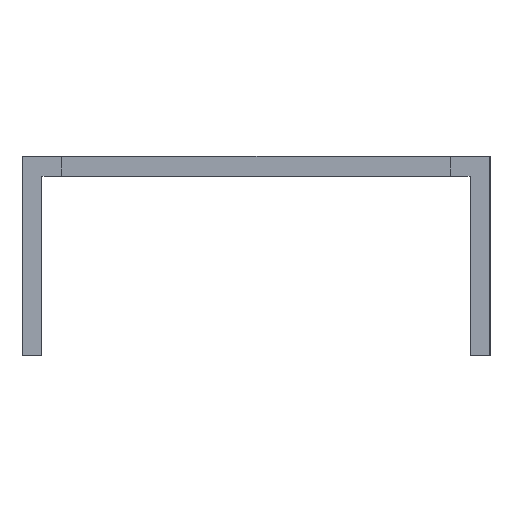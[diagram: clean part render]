
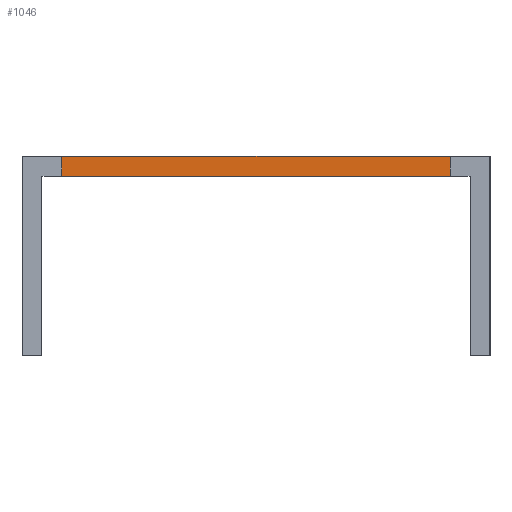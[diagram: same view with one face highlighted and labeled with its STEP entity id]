
A CAD part, left-side view. The second image highlights one B-rep face of the part: STEP entity #1046.
In plain terms, the highlighted planar face has unit normal (-1, 0, 0).
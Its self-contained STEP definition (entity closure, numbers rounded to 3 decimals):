
#262=DIRECTION('',(0.,-1.,0.));
#263=VECTOR('',#262,19.5);
#264=CARTESIAN_POINT('',(-523.5,9.75,-1.));
#265=LINE('',#264,#263);
#371=DIRECTION('',(0.,-1.,0.));
#372=VECTOR('',#371,19.5);
#373=CARTESIAN_POINT('',(-523.5,9.75,0.));
#374=LINE('',#373,#372);
#595=DIRECTION('',(0.,0.,-1.));
#596=VECTOR('',#595,1.);
#597=CARTESIAN_POINT('',(-523.5,9.75,0.));
#598=LINE('',#597,#596);
#602=DIRECTION('',(0.,0.,-1.));
#603=VECTOR('',#602,1.);
#604=CARTESIAN_POINT('',(-523.5,-9.75,0.));
#605=LINE('',#604,#603);
#674=CARTESIAN_POINT('',(-523.5,9.75,0.));
#675=CARTESIAN_POINT('',(-523.5,-9.75,0.));
#676=VERTEX_POINT('',#674);
#677=VERTEX_POINT('',#675);
#690=CARTESIAN_POINT('',(-523.5,9.75,-1.));
#691=CARTESIAN_POINT('',(-523.5,-9.75,-1.));
#692=VERTEX_POINT('',#690);
#693=VERTEX_POINT('',#691);
#1034=CARTESIAN_POINT('',(-523.5,9.75,0.));
#1035=DIRECTION('',(-1.,0.,0.));
#1036=DIRECTION('',(0.,-1.,0.));
#1037=AXIS2_PLACEMENT_3D('',#1034,#1035,#1036);
#1038=PLANE('',#1037);
#1039=ORIENTED_EDGE('',*,*,#795,.T.);
#1041=ORIENTED_EDGE('',*,*,#1040,.T.);
#1042=ORIENTED_EDGE('',*,*,#737,.F.);
#1043=ORIENTED_EDGE('',*,*,#1027,.F.);
#1044=EDGE_LOOP('',(#1039,#1041,#1042,#1043));
#1045=FACE_OUTER_BOUND('',#1044,.F.);
#737=EDGE_CURVE('',#692,#693,#265,.T.);
#795=EDGE_CURVE('',#676,#677,#374,.T.);
#1027=EDGE_CURVE('',#676,#692,#598,.T.);
#1040=EDGE_CURVE('',#677,#693,#605,.T.);
#1046=ADVANCED_FACE('',(#1045),#1038,.T.);
